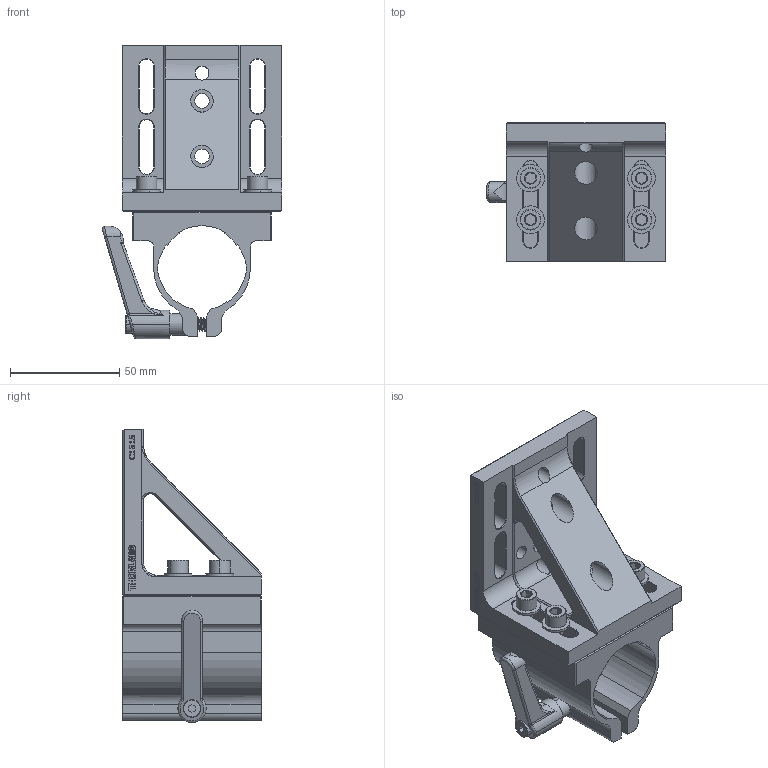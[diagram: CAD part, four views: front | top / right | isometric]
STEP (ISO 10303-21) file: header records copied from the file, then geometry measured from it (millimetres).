
FILE_DESCRIPTION (( 'STEP AP214' ), '1' );
FILE_NAME ('TTN037670-E0W.STEP', '2015-11-13T14:45:53', ( '' ), ( '' ), 'SwSTEP 2.0', 'SolidWorks 2014', '' );
FILE_SCHEMA (( 'AUTOMOTIVE_DESIGN' ));
Length unit declared in the file: inch
Products named in the file (1): TTN037670-E0W
Bounding box: 82.32 x 63.5 x 134.24 mm (x, y, z)
Volume: 173117.2 mm3; surface area: 62482.6 mm2
Topology: 11 solids, 11 shells, 712 faces, 1801 edges, 1137 vertices
Faces by surface type: plane 314, cylinder 144, cone 127, bspline 113, torus 14
Entity records: 35558 total; most frequent: CARTESIAN_POINT 9756, ORIENTED_EDGE 3582, DIRECTION 3054, EDGE_CURVE 1791, VERTEX_POINT 1137, VECTOR 1078, LINE 1078, AXIS2_PLACEMENT_3D 988
